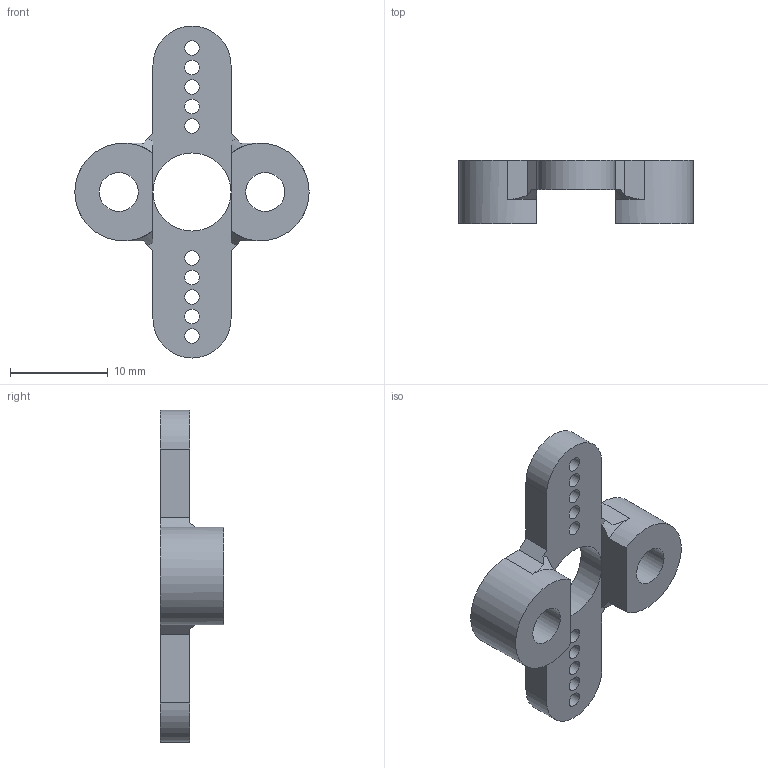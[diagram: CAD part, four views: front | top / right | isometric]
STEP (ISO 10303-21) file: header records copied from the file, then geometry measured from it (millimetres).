
FILE_DESCRIPTION(/* description */ (''),/* implementation_level */ '2;1');
FILE_NAME(/* name */ 'JointPlate5.stp',/* time_stamp */ '2019-04-07T19:37:09-04:00',/* author */ ('mfans'),/* organization */ (''),/* preprocessor_version */ 'ST-DEVELOPER v18',/* originating_system */ 'Autodesk Inventor 2020',/* authorisation */ '');
FILE_SCHEMA (('AUTOMOTIVE_DESIGN { 1 0 10303 214 3 1 1 }'));
Length unit declared in the file: millimetre
Products named in the file (1): JointPlate5
Bounding box: 24 x 6.5 x 34 mm (x, y, z)
Volume: 1209.6 mm3; surface area: 1534.3 mm2
Topology: 1 solids, 1 shells, 44 faces, 121 edges, 80 vertices
Faces by surface type: plane 21, cylinder 19, cone 4
Full cylindrical faces by diameter (mm): 1.5 x10, 4 x2, 6 x2, 8 x1
Entity records: 1500 total; most frequent: CARTESIAN_POINT 272, DIRECTION 247, ORIENTED_EDGE 242, EDGE_CURVE 121, AXIS2_PLACEMENT_3D 93, VERTEX_POINT 80, EDGE_LOOP 71, LINE 61
